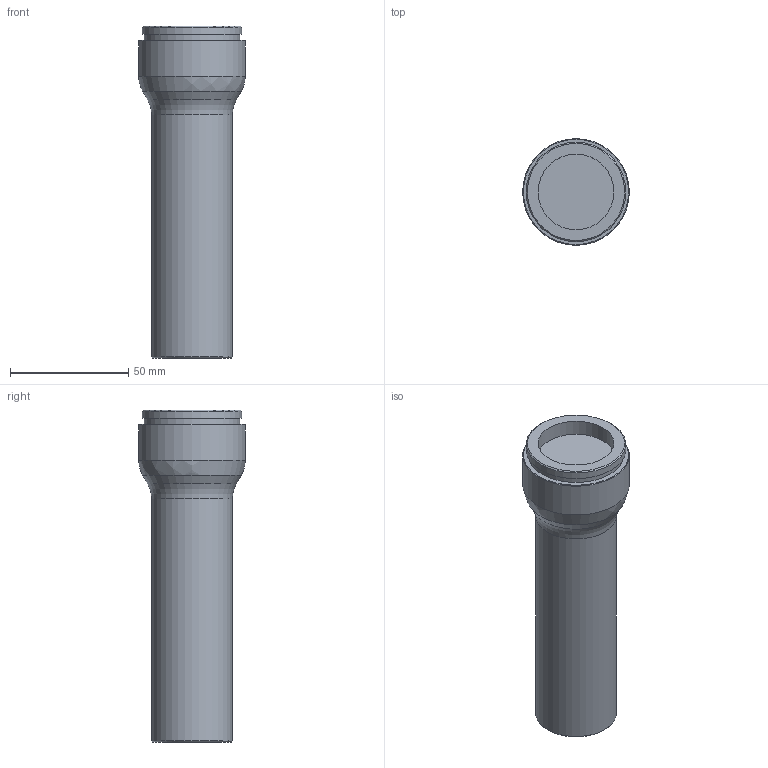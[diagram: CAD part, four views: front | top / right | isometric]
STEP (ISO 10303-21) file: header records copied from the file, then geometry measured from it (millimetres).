
FILE_DESCRIPTION(/* description */ (''),/* implementation_level */ '2;1');
FILE_NAME(/* name */ '100.611.000.26_TO14.2_28.4-86-F-WN.stp',/* time_stamp */ '2022-01-10T13:16:12+01:00',/* author */ (''),/* organization */ ('Vision & Control'),/* preprocessor_version */ 'ST-DEVELOPER v16.5',/* originating_system */ 'Autodesk Inventor 2017',/* authorisation */ '');
FILE_SCHEMA (('AUTOMOTIVE_DESIGN { 1 0 10303 214 3 1 1 }'));
Length unit declared in the file: millimetre
Products named in the file (1): TO14.2_28.4-86-F-WN
Bounding box: 45 x 45 x 140.1 mm (x, y, z)
Volume: 139820.8 mm3; surface area: 19553.1 mm2
Topology: 1 solids, 1 shells, 29 faces, 62 edges, 40 vertices
Faces by surface type: plane 15, cylinder 8, cone 4, torus 1, bspline 1
Full cylindrical faces by diameter (mm): 21 x1, 24 x1, 24.1 x1, 32 x1, 34 x1, 40.4 x1, 42 x1, 45 x1
Entity records: 775 total; most frequent: CARTESIAN_POINT 137, DIRECTION 128, ORIENTED_EDGE 88, AXIS2_PLACEMENT_3D 56, EDGE_LOOP 47, EDGE_CURVE 44, VERTEX_POINT 35, STYLED_ITEM 30
